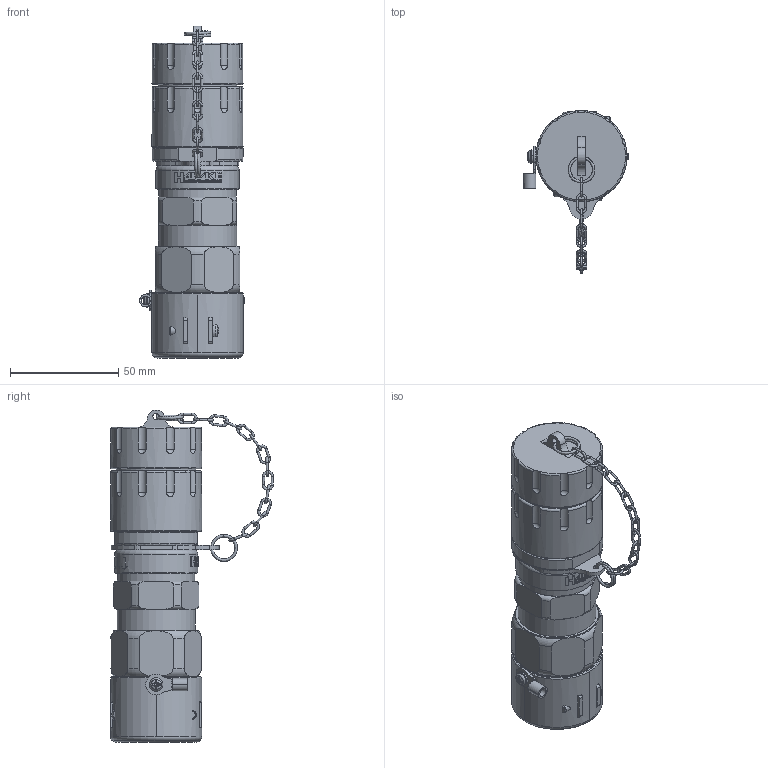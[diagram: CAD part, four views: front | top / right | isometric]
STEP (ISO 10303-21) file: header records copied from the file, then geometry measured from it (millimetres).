
FILE_DESCRIPTION(/* description */ (''),/* implementation_level */ '2;1');
FILE_NAME(/* name */ 'Instrumex CP 9-Way.stp',/* time_stamp */ '2022-11-18T14:37:55+00:00',/* author */ ('areid2'),/* organization */ (''),/* preprocessor_version */ 'ST-DEVELOPER v18.1',/* originating_system */ 'Autodesk Inventor 2020',/* authorisation */ '');
FILE_SCHEMA (('AUTOMOTIVE_DESIGN { 1 0 10303 214 3 1 1 }'));
Length unit declared in the file: millimetre
Products named in the file (1): Part18
Bounding box: 48.37 x 75.05 x 153.01 mm (x, y, z)
Volume: 185739.8 mm3; surface area: 31135.6 mm2
Topology: 12 solids, 12 shells, 665 faces, 1862 edges, 1238 vertices
Faces by surface type: plane 279, cylinder 157, torus 91, bspline 87, cone 28, sphere 23
Full cylindrical faces by diameter (mm): 1 x28, 2.013 x1, 2.5 x1, 2.693 x1, 3 x3, 3.68 x1, 33.575 x1, 34.45 x1, 35 x2, 35.65 x1, 36 x1, 36.5 x1, 36.7 x1, 38.3 x1, 38.5 x1, 38.502 x1, 38.85 x1, 42 x2
Entity records: 27763 total; most frequent: CARTESIAN_POINT 10231, ORIENTED_EDGE 3724, DIRECTION 3310, EDGE_CURVE 1862, AXIS2_PLACEMENT_3D 1300, VERTEX_POINT 1238, EDGE_LOOP 730, LINE 710
